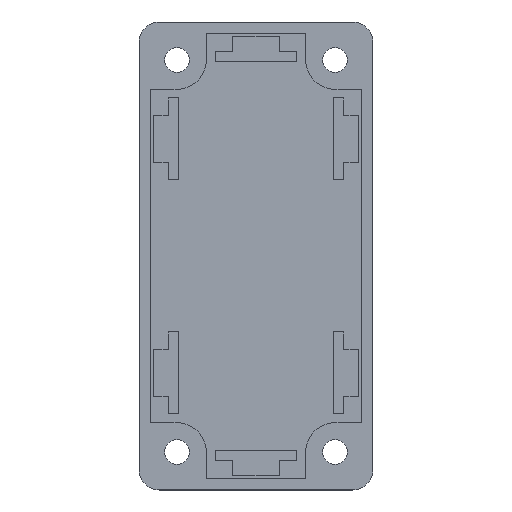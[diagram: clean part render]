
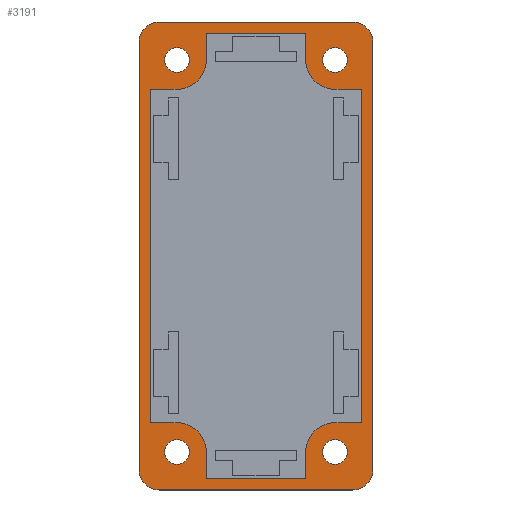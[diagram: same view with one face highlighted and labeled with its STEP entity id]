
A CAD part, top view. The second image highlights one B-rep face of the part: STEP entity #3191.
In plain terms, the highlighted planar face has unit normal (0, 0, 1).
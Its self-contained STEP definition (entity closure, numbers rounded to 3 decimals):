
#1668=CARTESIAN_POINT('',(-13.5,-28.5,0.0));
#1669=VERTEX_POINT('',#1668);
#1676=CARTESIAN_POINT('',(-8.5,-33.5,0.0));
#1677=VERTEX_POINT('',#1676);
#1678=CARTESIAN_POINT('',(-13.5,-33.5,0.0));
#1679=DIRECTION('',(0.0,0.0,1.0));
#1680=DIRECTION('',(-1.0,0.0,0.0));
#1681=AXIS2_PLACEMENT_3D('',#1678,#1679,#1680);
#1682=CIRCLE('',#1681,5.);
#1683=EDGE_CURVE('',#1677,#1669,#1682,.T.);
#1708=CARTESIAN_POINT('',(-8.5,-38.,0.0));
#1709=VERTEX_POINT('',#1708);
#1710=CARTESIAN_POINT('',(-8.5,-38.,0.0));
#1711=DIRECTION('',(0.0,1.0,0.0));
#1712=VECTOR('',#1711,4.5);
#1713=LINE('',#1710,#1712);
#1714=EDGE_CURVE('',#1709,#1677,#1713,.T.);
#1739=CARTESIAN_POINT('',(8.5,-38.,0.0));
#1740=VERTEX_POINT('',#1739);
#1741=CARTESIAN_POINT('',(8.5,-38.,0.0));
#1742=DIRECTION('',(-1.0,0.0,0.0));
#1743=VECTOR('',#1742,17.);
#1744=LINE('',#1741,#1743);
#1745=EDGE_CURVE('',#1740,#1709,#1744,.T.);
#1770=CARTESIAN_POINT('',(8.5,-33.5,0.0));
#1771=VERTEX_POINT('',#1770);
#1772=CARTESIAN_POINT('',(8.5,-33.5,0.0));
#1773=DIRECTION('',(0.0,-1.0,0.0));
#1774=VECTOR('',#1773,4.5);
#1775=LINE('',#1772,#1774);
#1776=EDGE_CURVE('',#1771,#1740,#1775,.T.);
#1802=CARTESIAN_POINT('',(13.5,-28.5,0.0));
#1803=VERTEX_POINT('',#1802);
#1804=CARTESIAN_POINT('',(13.5,-33.5,0.0));
#1805=DIRECTION('',(0.0,0.0,1.0));
#1806=DIRECTION('',(0.0,-1.0,0.0));
#1807=AXIS2_PLACEMENT_3D('',#1804,#1805,#1806);
#1808=CIRCLE('',#1807,5.);
#1809=EDGE_CURVE('',#1803,#1771,#1808,.T.);
#1834=CARTESIAN_POINT('',(18.,-28.5,0.0));
#1835=VERTEX_POINT('',#1834);
#1836=CARTESIAN_POINT('',(18.,-28.5,0.0));
#1837=DIRECTION('',(-1.0,0.0,0.0));
#1838=VECTOR('',#1837,4.5);
#1839=LINE('',#1836,#1838);
#1840=EDGE_CURVE('',#1835,#1803,#1839,.T.);
#1865=CARTESIAN_POINT('',(18.,28.5,0.0));
#1866=VERTEX_POINT('',#1865);
#1867=CARTESIAN_POINT('',(18.,28.5,0.0));
#1868=DIRECTION('',(0.0,-1.0,0.0));
#1869=VECTOR('',#1868,57.);
#1870=LINE('',#1867,#1869);
#1871=EDGE_CURVE('',#1866,#1835,#1870,.T.);
#1896=CARTESIAN_POINT('',(13.5,28.5,0.0));
#1897=VERTEX_POINT('',#1896);
#1898=CARTESIAN_POINT('',(13.5,28.5,0.0));
#1899=DIRECTION('',(1.0,0.0,0.0));
#1900=VECTOR('',#1899,4.5);
#1901=LINE('',#1898,#1900);
#1902=EDGE_CURVE('',#1897,#1866,#1901,.T.);
#1928=CARTESIAN_POINT('',(8.5,33.5,0.0));
#1929=VERTEX_POINT('',#1928);
#1930=CARTESIAN_POINT('',(13.5,33.5,0.0));
#1931=DIRECTION('',(0.0,0.0,1.0));
#1932=DIRECTION('',(1.0,0.0,0.0));
#1933=AXIS2_PLACEMENT_3D('',#1930,#1931,#1932);
#1934=CIRCLE('',#1933,5.);
#1935=EDGE_CURVE('',#1929,#1897,#1934,.T.);
#1960=CARTESIAN_POINT('',(8.5,38.,0.0));
#1961=VERTEX_POINT('',#1960);
#1962=CARTESIAN_POINT('',(8.5,38.,0.0));
#1963=DIRECTION('',(0.0,-1.0,0.0));
#1964=VECTOR('',#1963,4.5);
#1965=LINE('',#1962,#1964);
#1966=EDGE_CURVE('',#1961,#1929,#1965,.T.);
#1991=CARTESIAN_POINT('',(-8.5,38.,0.0));
#1992=VERTEX_POINT('',#1991);
#1993=CARTESIAN_POINT('',(-8.5,38.,0.0));
#1994=DIRECTION('',(1.0,0.0,0.0));
#1995=VECTOR('',#1994,17.);
#1996=LINE('',#1993,#1995);
#1997=EDGE_CURVE('',#1992,#1961,#1996,.T.);
#2022=CARTESIAN_POINT('',(-8.5,33.5,0.0));
#2023=VERTEX_POINT('',#2022);
#2024=CARTESIAN_POINT('',(-8.5,33.5,0.0));
#2025=DIRECTION('',(0.0,1.0,0.0));
#2026=VECTOR('',#2025,4.5);
#2027=LINE('',#2024,#2026);
#2028=EDGE_CURVE('',#2023,#1992,#2027,.T.);
#2054=CARTESIAN_POINT('',(-13.5,28.5,0.0));
#2055=VERTEX_POINT('',#2054);
#2056=CARTESIAN_POINT('',(-13.5,33.5,0.0));
#2057=DIRECTION('',(0.0,0.0,1.0));
#2058=DIRECTION('',(0.0,1.0,0.0));
#2059=AXIS2_PLACEMENT_3D('',#2056,#2057,#2058);
#2060=CIRCLE('',#2059,5.);
#2061=EDGE_CURVE('',#2055,#2023,#2060,.T.);
#2086=CARTESIAN_POINT('',(-18.,28.5,0.0));
#2087=VERTEX_POINT('',#2086);
#2088=CARTESIAN_POINT('',(-18.,28.5,0.0));
#2089=DIRECTION('',(1.0,0.0,0.0));
#2090=VECTOR('',#2089,4.5);
#2091=LINE('',#2088,#2090);
#2092=EDGE_CURVE('',#2087,#2055,#2091,.T.);
#2117=CARTESIAN_POINT('',(-18.,-28.5,0.0));
#2118=VERTEX_POINT('',#2117);
#2119=CARTESIAN_POINT('',(-18.,-28.5,0.0));
#2120=DIRECTION('',(0.0,1.0,0.0));
#2121=VECTOR('',#2120,57.);
#2122=LINE('',#2119,#2121);
#2123=EDGE_CURVE('',#2118,#2087,#2122,.T.);
#2146=CARTESIAN_POINT('',(-13.5,-28.5,0.0));
#2147=DIRECTION('',(-1.0,0.0,0.0));
#2148=VECTOR('',#2147,4.5);
#2149=LINE('',#2146,#2148);
#2150=EDGE_CURVE('',#1669,#2118,#2149,.T.);
#2293=CARTESIAN_POINT('',(15.6,-33.5,0.0));
#2294=VERTEX_POINT('',#2293);
#2295=CARTESIAN_POINT('',(13.5,-33.5,0.0));
#2296=DIRECTION('',(0.0,0.0,-1.0));
#2297=DIRECTION('',(-1.0,0.0,0.0));
#2298=AXIS2_PLACEMENT_3D('',#2295,#2296,#2297);
#2299=CIRCLE('',#2298,2.1);
#2300=EDGE_CURVE('',#2294,#2294,#2299,.T.);
#2313=CARTESIAN_POINT('',(-11.4,-33.5,0.0));
#2314=VERTEX_POINT('',#2313);
#2315=CARTESIAN_POINT('',(-13.5,-33.5,0.0));
#2316=DIRECTION('',(0.0,0.0,-1.0));
#2317=DIRECTION('',(-1.0,0.0,0.0));
#2318=AXIS2_PLACEMENT_3D('',#2315,#2316,#2317);
#2319=CIRCLE('',#2318,2.1);
#2320=EDGE_CURVE('',#2314,#2314,#2319,.T.);
#2429=CARTESIAN_POINT('',(15.6,33.5,0.0));
#2430=VERTEX_POINT('',#2429);
#2431=CARTESIAN_POINT('',(13.5,33.5,0.0));
#2432=DIRECTION('',(0.0,0.0,-1.0));
#2433=DIRECTION('',(-1.0,0.0,0.0));
#2434=AXIS2_PLACEMENT_3D('',#2431,#2432,#2433);
#2435=CIRCLE('',#2434,2.1);
#2436=EDGE_CURVE('',#2430,#2430,#2435,.T.);
#2497=CARTESIAN_POINT('',(-11.4,33.5,0.0));
#2498=VERTEX_POINT('',#2497);
#2499=CARTESIAN_POINT('',(-13.5,33.5,0.0));
#2500=DIRECTION('',(0.0,0.0,-1.0));
#2501=DIRECTION('',(-1.0,0.0,0.0));
#2502=AXIS2_PLACEMENT_3D('',#2499,#2500,#2501);
#2503=CIRCLE('',#2502,2.1);
#2504=EDGE_CURVE('',#2498,#2498,#2503,.T.);
#2974=CARTESIAN_POINT('',(-20.,36.5,0.0));
#2975=VERTEX_POINT('',#2974);
#2982=CARTESIAN_POINT('',(-16.5,40.0,0.0));
#2983=VERTEX_POINT('',#2982);
#2984=CARTESIAN_POINT('',(-16.5,36.5,0.0));
#2985=DIRECTION('',(0.0,0.0,-1.0));
#2986=DIRECTION('',(-0.707,0.707,0.0));
#2987=AXIS2_PLACEMENT_3D('',#2984,#2985,#2986);
#2988=CIRCLE('',#2987,3.5);
#2989=EDGE_CURVE('',#2975,#2983,#2988,.T.);
#3006=CARTESIAN_POINT('',(-20.,-36.5,0.0));
#3007=VERTEX_POINT('',#3006);
#3014=CARTESIAN_POINT('',(-20.,-36.5,0.0));
#3015=DIRECTION('',(0.0,1.0,0.0));
#3016=VECTOR('',#3015,73.0);
#3017=LINE('',#3014,#3016);
#3018=EDGE_CURVE('',#3007,#2975,#3017,.T.);
#3030=CARTESIAN_POINT('',(-16.5,-40.0,0.0));
#3031=VERTEX_POINT('',#3030);
#3038=CARTESIAN_POINT('',(-16.5,-36.5,0.0));
#3039=DIRECTION('',(0.0,0.0,-1.0));
#3040=DIRECTION('',(-0.707,-0.707,0.0));
#3041=AXIS2_PLACEMENT_3D('',#3038,#3039,#3040);
#3042=CIRCLE('',#3041,3.5);
#3043=EDGE_CURVE('',#3031,#3007,#3042,.T.);
#3055=CARTESIAN_POINT('',(16.5,-40.0,0.0));
#3056=VERTEX_POINT('',#3055);
#3063=CARTESIAN_POINT('',(16.5,-40.0,0.0));
#3064=DIRECTION('',(-1.0,0.0,0.0));
#3065=VECTOR('',#3064,33.);
#3066=LINE('',#3063,#3065);
#3067=EDGE_CURVE('',#3056,#3031,#3066,.T.);
#3108=CARTESIAN_POINT('',(16.5,40.0,0.0));
#3109=VERTEX_POINT('',#3108);
#3110=CARTESIAN_POINT('',(-16.5,40.0,0.0));
#3111=DIRECTION('',(1.0,0.0,0.0));
#3112=VECTOR('',#3111,33.);
#3113=LINE('',#3110,#3112);
#3114=EDGE_CURVE('',#2983,#3109,#3113,.T.);
#3125=CARTESIAN_POINT('',(0.0,0.,0.0));
#3126=DIRECTION('',(0.0,0.0,1.0));
#3127=DIRECTION('',(1.0,0.0,0.0));
#3128=AXIS2_PLACEMENT_3D('',#3125,#3126,#3127);
#3129=PLANE('',#3128);
#3130=ORIENTED_EDGE('',*,*,#2989,.F.);
#3131=ORIENTED_EDGE('',*,*,#3018,.F.);
#3132=ORIENTED_EDGE('',*,*,#3043,.F.);
#3133=ORIENTED_EDGE('',*,*,#3067,.F.);
#3134=CARTESIAN_POINT('',(20.,-36.5,0.0));
#3135=VERTEX_POINT('',#3134);
#3136=CARTESIAN_POINT('',(16.5,-36.5,0.0));
#3137=DIRECTION('',(0.0,0.0,-1.0));
#3138=DIRECTION('',(0.707,-0.707,0.0));
#3139=AXIS2_PLACEMENT_3D('',#3136,#3137,#3138);
#3140=CIRCLE('',#3139,3.5);
#3141=EDGE_CURVE('',#3135,#3056,#3140,.T.);
#3142=ORIENTED_EDGE('',*,*,#3141,.F.);
#3143=CARTESIAN_POINT('',(20.,36.5,0.0));
#3144=VERTEX_POINT('',#3143);
#3145=CARTESIAN_POINT('',(20.,36.5,0.0));
#3146=DIRECTION('',(0.0,-1.0,0.0));
#3147=VECTOR('',#3146,73.0);
#3148=LINE('',#3145,#3147);
#3149=EDGE_CURVE('',#3144,#3135,#3148,.T.);
#3150=ORIENTED_EDGE('',*,*,#3149,.F.);
#3151=CARTESIAN_POINT('',(16.5,36.5,0.0));
#3152=DIRECTION('',(0.0,0.0,-1.0));
#3153=DIRECTION('',(0.707,0.707,0.0));
#3154=AXIS2_PLACEMENT_3D('',#3151,#3152,#3153);
#3155=CIRCLE('',#3154,3.5);
#3156=EDGE_CURVE('',#3109,#3144,#3155,.T.);
#3157=ORIENTED_EDGE('',*,*,#3156,.F.);
#3158=ORIENTED_EDGE('',*,*,#3114,.F.);
#3159=EDGE_LOOP('',(#3130,#3131,#3132,#3133,#3142,#3150,#3157,#3158));
#3160=FACE_OUTER_BOUND('',#3159,.T.);
#3161=ORIENTED_EDGE('',*,*,#1683,.T.);
#3162=ORIENTED_EDGE('',*,*,#2150,.T.);
#3163=ORIENTED_EDGE('',*,*,#2123,.T.);
#3164=ORIENTED_EDGE('',*,*,#2092,.T.);
#3165=ORIENTED_EDGE('',*,*,#2061,.T.);
#3166=ORIENTED_EDGE('',*,*,#2028,.T.);
#3167=ORIENTED_EDGE('',*,*,#1997,.T.);
#3168=ORIENTED_EDGE('',*,*,#1966,.T.);
#3169=ORIENTED_EDGE('',*,*,#1935,.T.);
#3170=ORIENTED_EDGE('',*,*,#1902,.T.);
#3171=ORIENTED_EDGE('',*,*,#1871,.T.);
#3172=ORIENTED_EDGE('',*,*,#1840,.T.);
#3173=ORIENTED_EDGE('',*,*,#1809,.T.);
#3174=ORIENTED_EDGE('',*,*,#1776,.T.);
#3175=ORIENTED_EDGE('',*,*,#1745,.T.);
#3176=ORIENTED_EDGE('',*,*,#1714,.T.);
#3177=EDGE_LOOP('',(#3161,#3162,#3163,#3164,#3165,#3166,#3167,#3168,#3169,#3170,#3171,#3172,#3173,#3174,#3175,#3176));
#3178=FACE_BOUND('',#3177,.T.);
#3179=ORIENTED_EDGE('',*,*,#2300,.T.);
#3180=EDGE_LOOP('',(#3179));
#3181=FACE_BOUND('',#3180,.T.);
#3182=ORIENTED_EDGE('',*,*,#2320,.T.);
#3183=EDGE_LOOP('',(#3182));
#3184=FACE_BOUND('',#3183,.T.);
#3185=ORIENTED_EDGE('',*,*,#2436,.T.);
#3186=EDGE_LOOP('',(#3185));
#3187=FACE_BOUND('',#3186,.T.);
#3188=ORIENTED_EDGE('',*,*,#2504,.T.);
#3189=EDGE_LOOP('',(#3188));
#3190=FACE_BOUND('',#3189,.T.);
#3191=ADVANCED_FACE('',(#3160,#3178,#3181,#3184,#3187,#3190),#3129,.T.);
